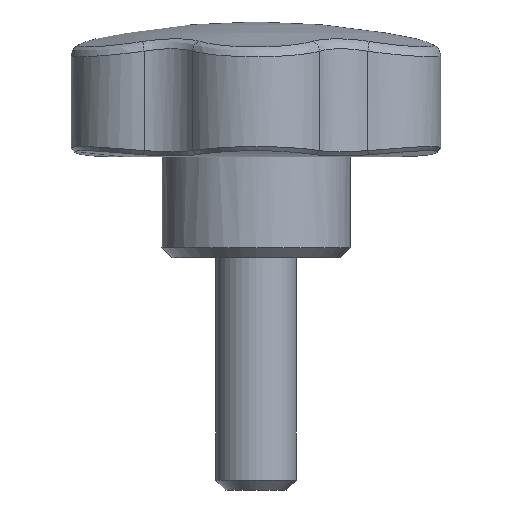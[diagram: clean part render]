
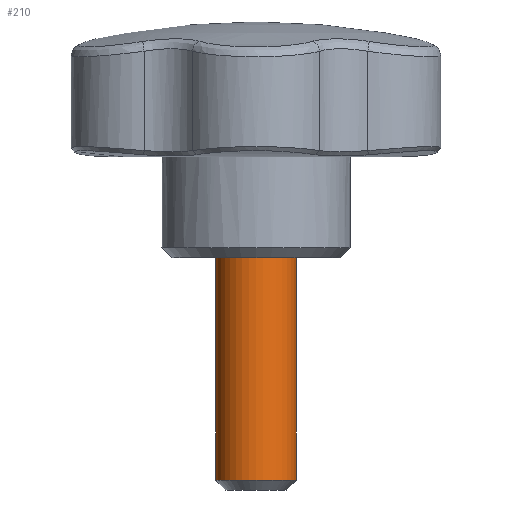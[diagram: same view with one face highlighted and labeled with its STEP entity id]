
A CAD part, front view. The second image highlights one B-rep face of the part: STEP entity #210.
In plain terms, the highlighted cylindrical face has radius 6 mm (diameter 12 mm), a full revolution.
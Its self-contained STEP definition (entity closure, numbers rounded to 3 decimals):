
#210 = ADVANCED_FACE( '', ( #455, #456 ), #457, .T. );
#455 = FACE_OUTER_BOUND( '', #2428, .T. );
#456 = FACE_OUTER_BOUND( '', #2429, .T. );
#457 = CYLINDRICAL_SURFACE( '', #2430, 6. );
#2428 = EDGE_LOOP( '', ( #4039 ) );
#2429 = EDGE_LOOP( '', ( #4040 ) );
#2430 = AXIS2_PLACEMENT_3D( '', #4041, #4042, #4043 );
#4039 = ORIENTED_EDGE( '', *, *, #4415, .T. );
#4040 = ORIENTED_EDGE( '', *, *, #4312, .T. );
#4041 = CARTESIAN_POINT( '', ( 0., 0., 17.972 ) );
#4042 = DIRECTION( '', ( 0., 0., -1. ) );
#4043 = DIRECTION( '', ( 1., 0., 0. ) );
#4312 = EDGE_CURVE( '', #4607, #4607, #4608, .F. );
#4415 = EDGE_CURVE( '', #4779, #4779, #4780, .T. );
#4607 = VERTEX_POINT( '', #5043 );
#4608 = CIRCLE( '', #5044, 6. );
#4779 = VERTEX_POINT( '', #6715 );
#4780 = CIRCLE( '', #6716, 6. );
#5043 = CARTESIAN_POINT( '', ( 6., 0., 0. ) );
#5044 = AXIS2_PLACEMENT_3D( '', #7900, #7901, #7902 );
#6715 = CARTESIAN_POINT( '', ( 6., 0., -33.028 ) );
#6716 = AXIS2_PLACEMENT_3D( '', #7969, #7970, #7971 );
#7900 = CARTESIAN_POINT( '', ( 0., 0., 0. ) );
#7901 = DIRECTION( '', ( 0., 0., 1. ) );
#7902 = DIRECTION( '', ( 1., 0., 0. ) );
#7969 = CARTESIAN_POINT( '', ( 0., 0., -33.028 ) );
#7970 = DIRECTION( '', ( 0., 0., 1. ) );
#7971 = DIRECTION( '', ( 1., 0., 0. ) );
